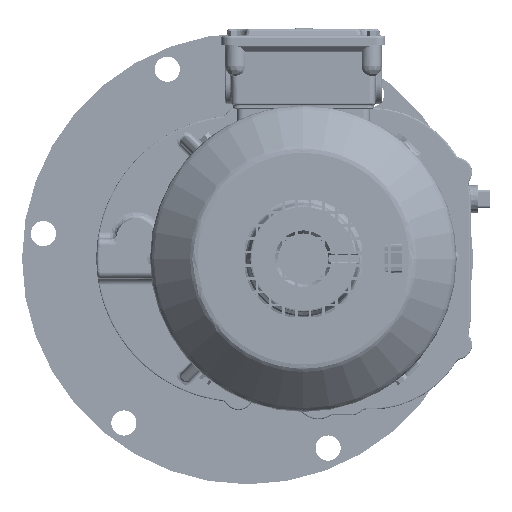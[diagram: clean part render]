
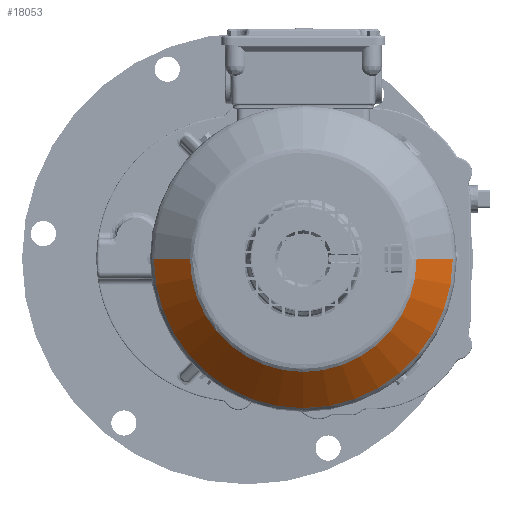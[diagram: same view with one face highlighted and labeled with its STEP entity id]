
A CAD part, left-side view. The second image highlights one B-rep face of the part: STEP entity #18053.
In plain terms, the highlighted conical face has half-angle 45 degrees and reference radius 112.571 mm.
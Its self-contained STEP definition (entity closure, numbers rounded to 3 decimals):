
#9428 = FACE_OUTER_BOUND ( 'NONE', #263099, .T. ) ;
#18053 = ADVANCED_FACE ( 'NONE', ( #9428 ), #93552, .T. ) ;
#22540 = EDGE_CURVE ( 'NONE', #363611, #103270, #241826, .T. ) ;
#36464 = LINE ( 'NONE', #185548, #71801 ) ;
#38604 = AXIS2_PLACEMENT_3D ( 'NONE', #136685, #368282, #326026 ) ;
#71450 = DIRECTION ( 'NONE',  ( 1., 0., 0. ) ) ;
#71801 = VECTOR ( 'NONE', #412363, 1000. ) ;
#92185 = EDGE_CURVE ( 'NONE', #294020, #250635, #451190, .T. ) ;
#93552 = CONICAL_SURFACE ( 'NONE', #372026, 112.571, 0.785 ) ;
#103270 = VERTEX_POINT ( 'NONE', #395158 ) ;
#133297 = DIRECTION ( 'NONE',  ( 1., 0., 0. ) ) ;
#136685 = CARTESIAN_POINT ( 'NONE',  ( -171.157, 0., 0. ) ) ;
#141538 = VECTOR ( 'NONE', #416108, 1000. ) ;
#154438 = CARTESIAN_POINT ( 'NONE',  ( -143.929, -112.571, 0. ) ) ;
#156400 = ORIENTED_EDGE ( 'NONE', *, *, #205893, .F. ) ;
#159954 = ORIENTED_EDGE ( 'NONE', *, *, #22540, .T. ) ;
#171511 = ORIENTED_EDGE ( 'NONE', *, *, #289379, .T. ) ;
#172595 = AXIS2_PLACEMENT_3D ( 'NONE', #242632, #406968, #449287 ) ;
#175952 = CARTESIAN_POINT ( 'NONE',  ( -171.157, 0., 0. ) ) ;
#178418 = DIRECTION ( 'NONE',  ( 0., 0., -1. ) ) ;
#185548 = CARTESIAN_POINT ( 'NONE',  ( -143.929, 112.571, 0. ) ) ;
#189107 = CIRCLE ( 'NONE', #260645, 112.571 ) ;
#198183 = CARTESIAN_POINT ( 'NONE',  ( -143.929, 0., 0. ) ) ;
#205893 = EDGE_CURVE ( 'NONE', #284014, #294020, #189107, .T. ) ;
#207211 = ORIENTED_EDGE ( 'NONE', *, *, #92185, .F. ) ;
#222105 = DIRECTION ( 'NONE',  ( 0., 0., -1. ) ) ;
#224201 = LINE ( 'NONE', #154438, #141538 ) ;
#241826 = CIRCLE ( 'NONE', #377053, 85.343 ) ;
#242632 = CARTESIAN_POINT ( 'NONE',  ( -143.929, 0., 0. ) ) ;
#250635 = VERTEX_POINT ( 'NONE', #466179 ) ;
#260645 = AXIS2_PLACEMENT_3D ( 'NONE', #474564, #397398, #222105 ) ;
#263099 = EDGE_LOOP ( 'NONE', ( #485076, #351363, #159954, #171511, #207211, #156400 ) ) ;
#271947 = VERTEX_POINT ( 'NONE', #460744 ) ;
#284014 = VERTEX_POINT ( 'NONE', #426764 ) ;
#289379 = EDGE_CURVE ( 'NONE', #103270, #250635, #36464, .T. ) ;
#294020 = VERTEX_POINT ( 'NONE', #313663 ) ;
#313663 = CARTESIAN_POINT ( 'NONE',  ( -143.929, 0., -112.571 ) ) ;
#325843 = CARTESIAN_POINT ( 'NONE',  ( -171.157, 0., -85.343 ) ) ;
#326026 = DIRECTION ( 'NONE',  ( 0., 0., -1. ) ) ;
#332419 = CIRCLE ( 'NONE', #38604, 85.343 ) ;
#351363 = ORIENTED_EDGE ( 'NONE', *, *, #489137, .T. ) ;
#352662 = DIRECTION ( 'NONE',  ( 0., 1., 0. ) ) ;
#363611 = VERTEX_POINT ( 'NONE', #325843 ) ;
#368282 = DIRECTION ( 'NONE',  ( 1., 0., 0. ) ) ;
#372026 = AXIS2_PLACEMENT_3D ( 'NONE', #198183, #133297, #352662 ) ;
#377053 = AXIS2_PLACEMENT_3D ( 'NONE', #175952, #71450, #178418 ) ;
#395158 = CARTESIAN_POINT ( 'NONE',  ( -171.157, 85.343, 0. ) ) ;
#397398 = DIRECTION ( 'NONE',  ( 1., 0., 0. ) ) ;
#406968 = DIRECTION ( 'NONE',  ( 1., 0., 0. ) ) ;
#411668 = EDGE_CURVE ( 'NONE', #271947, #284014, #224201, .T. ) ;
#412363 = DIRECTION ( 'NONE',  ( 0.707, 0.707, 0. ) ) ;
#416108 = DIRECTION ( 'NONE',  ( 0.707, -0.707, 0. ) ) ;
#426764 = CARTESIAN_POINT ( 'NONE',  ( -143.929, -112.571, 0. ) ) ;
#449287 = DIRECTION ( 'NONE',  ( 0., 0., -1. ) ) ;
#451190 = CIRCLE ( 'NONE', #172595, 112.571 ) ;
#460744 = CARTESIAN_POINT ( 'NONE',  ( -171.157, -85.343, 0. ) ) ;
#466179 = CARTESIAN_POINT ( 'NONE',  ( -143.929, 112.571, 0. ) ) ;
#474564 = CARTESIAN_POINT ( 'NONE',  ( -143.929, 0., 0. ) ) ;
#485076 = ORIENTED_EDGE ( 'NONE', *, *, #411668, .F. ) ;
#489137 = EDGE_CURVE ( 'NONE', #271947, #363611, #332419, .T. ) ;
